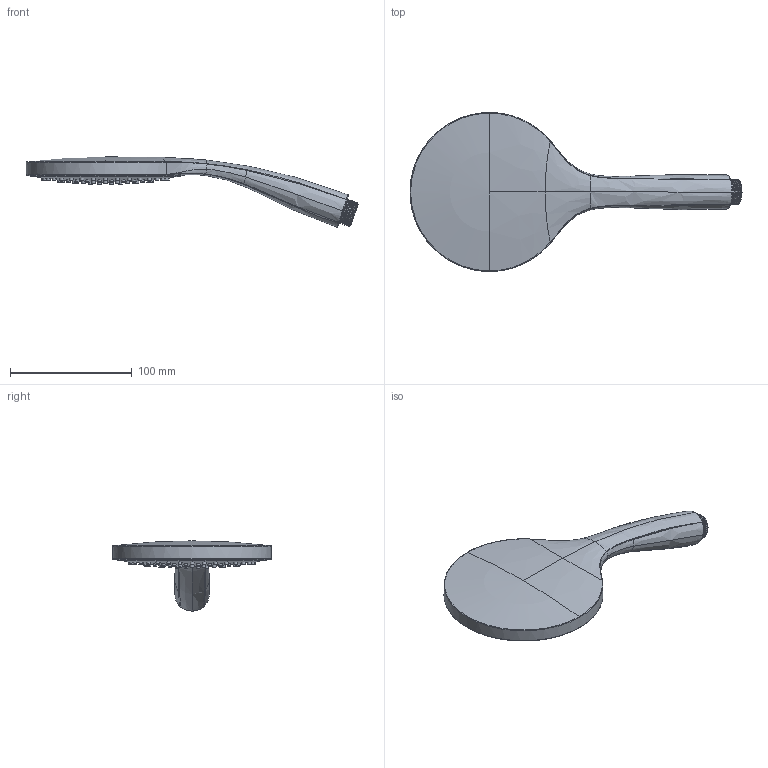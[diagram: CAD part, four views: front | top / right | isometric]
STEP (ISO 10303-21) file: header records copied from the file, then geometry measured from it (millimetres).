
FILE_DESCRIPTION(/* description */ ('Unknown'),/* implementation_level */ '2;1');
FILE_NAME(/* name */ 'M370',/* time_stamp */ '2016-04-21T10:24:23+02:00',/* author */ ('Unknown'),/* organization */ ('Unknown'),/* preprocessor_version */ 'ST-DEVELOPER v16.7',/* originating_system */ 'DEX',/* authorisation */ $);
FILE_SCHEMA (('AP203_CONFIGURATION_CONTROLLED_3D_DESIGN_OF_MECHANICAL_PARTS_AND_ASSEMBLIES_MIM_LF { 1 0 10303 203 3 1 4 }','AUTOMOTIVE_DESIGN {1 0 10303 214 3 1 1}'));
Length unit declared in the file: millimetre
Products named in the file (2): M370; E082047
Assembly tree (1 placements, depth 2):
  M370
    E082047
Bounding box: 272.65 x 130.54 x 57.6 mm (x, y, z)
Surface area: 93808.2 mm2 (no closed solid volume)
Topology: 0 solids, 1 shells, 2373 faces, 6066 edges, 3878 vertices
Faces by surface type: bspline 925, plane 646, cylinder 249, cone 241, torus 170, sphere 142
Full cylindrical faces by diameter (mm): 2.3 x12, 10 x1, 20.8 x4, 123.5 x1
Entity records: 154760 total; most frequent: CARTESIAN_POINT 88221, ORIENTED_EDGE 10838, DIRECTION 7280, EDGE_CURVE 5425, VERTEX_POINT 3625, AXIS2_PLACEMENT_3D 2993, EDGE_LOOP 2976, FACE_BOUND 2976
